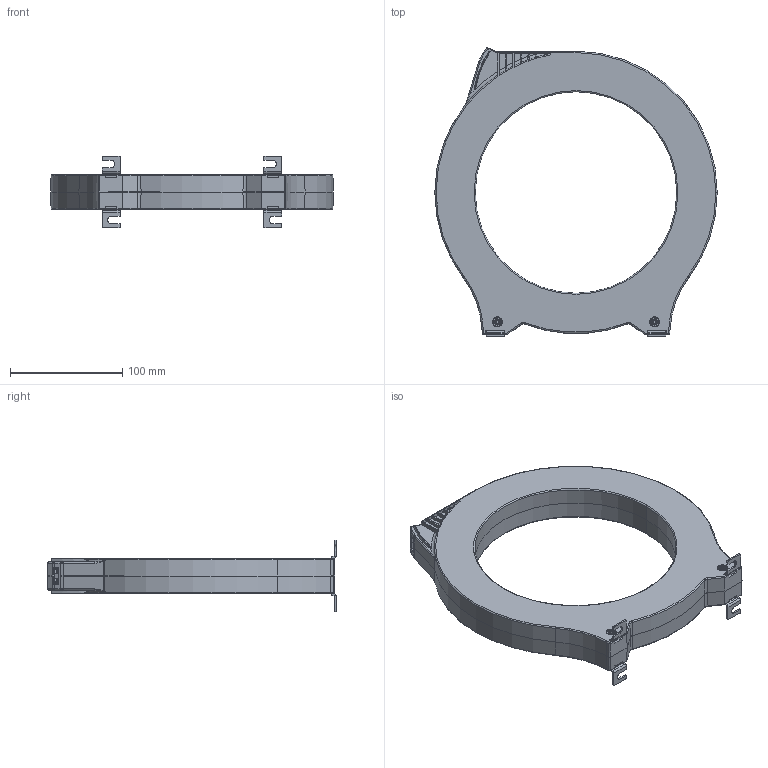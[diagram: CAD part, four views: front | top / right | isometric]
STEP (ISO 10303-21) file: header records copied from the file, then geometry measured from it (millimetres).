
FILE_DESCRIPTION((''),'2;1');
FILE_NAME('WGC_180_2P','2020-05-29T11:16:23',('esors'),(''),'CREO PARAMETRIC BY PTC INC, 2018260','CREO PARAMETRIC BY PTC INC, 2018260','');
FILE_SCHEMA(('AUTOMOTIVE_DESIGN { 1 0 10303 214 1 1 1 1 }'));
Length unit declared in the file: metre
Products named in the file (1): WGC_180_2P
Bounding box: 251.67 x 257.47 x 64 mm (x, y, z)
Volume: 2376.3 mm3; surface area: 203516.2 mm2
Topology: 4 solids, 7 shells, 986 faces, 2666 edges, 1713 vertices
Faces by surface type: plane 465, cone 213, cylinder 179, torus 78, bspline 47, sphere 4
Entity records: 43307 total; most frequent: CARTESIAN_POINT 10874, ORIENTED_EDGE 5221, DIRECTION 4778, PRESENTATION_STYLE_ASSIGNMENT 2667, STYLED_ITEM 2667, CURVE_STYLE 2660, EDGE_CURVE 2660, VERTEX_POINT 1713
